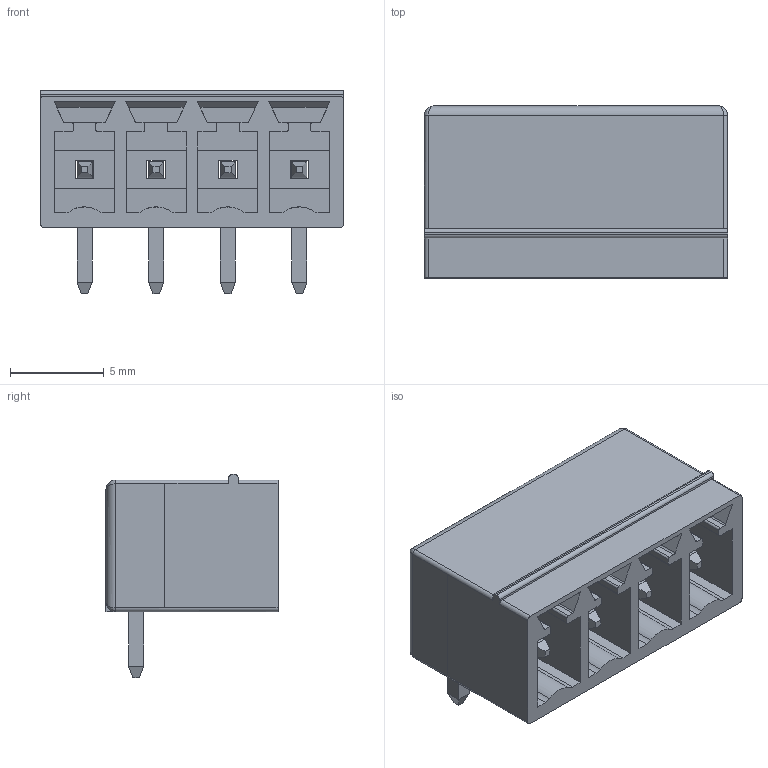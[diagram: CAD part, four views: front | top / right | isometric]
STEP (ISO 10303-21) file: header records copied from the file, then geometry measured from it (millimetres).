
FILE_DESCRIPTION (( 'STEP AP214' ), '1' );
FILE_NAME ('CONN-TH_4P_L16.1-W9.2-H7.0-P3.81.step', '2024-08-19T07:22:43', ( '' ), ( '' ), 'SwSTEP 2.0', 'SolidWorks 2021', '' );
FILE_SCHEMA (( 'AUTOMOTIVE_DESIGN' ));
Length unit declared in the file: millimetre
Products named in the file (1): CONN-TH_4P_L16.1-W9.2-H7.0-P3.81
Bounding box: 16.12 x 9.15 x 10.8 mm (x, y, z)
Volume: 558.7 mm3; surface area: 1512.3 mm2
Topology: 5 solids, 5 shells, 577 faces, 1556 edges, 1020 vertices
Faces by surface type: plane 386, bspline 114, cylinder 69, torus 8
Entity records: 25687 total; most frequent: CARTESIAN_POINT 5480, ORIENTED_EDGE 3112, DIRECTION 2376, EDGE_CURVE 1556, LINE 1160, VECTOR 1160, VERTEX_POINT 1020, EDGE_LOOP 616
